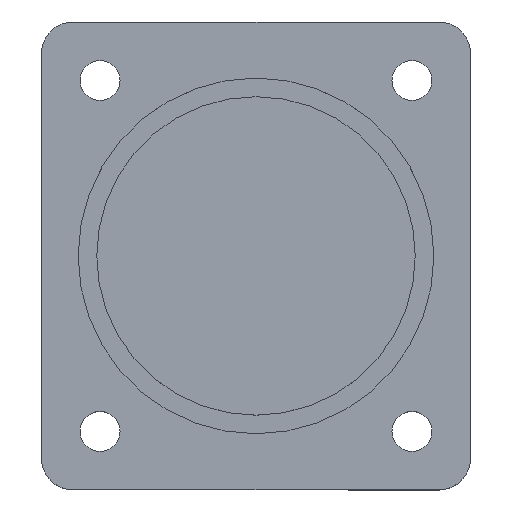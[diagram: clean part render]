
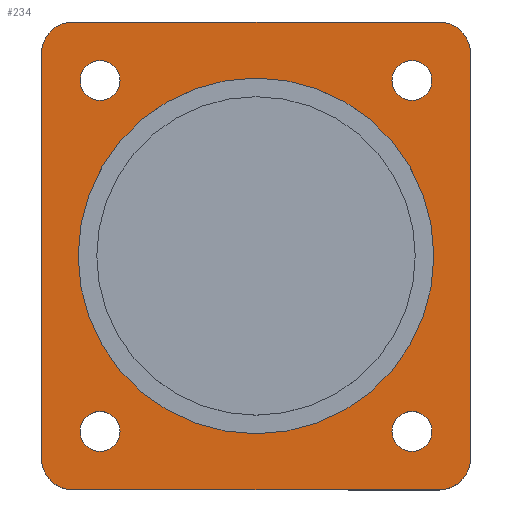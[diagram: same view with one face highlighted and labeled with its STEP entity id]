
A CAD part, top view. The second image highlights one B-rep face of the part: STEP entity #234.
In plain terms, the highlighted planar face has unit normal (0, 0, 1).
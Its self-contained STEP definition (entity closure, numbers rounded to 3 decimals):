
#88=CARTESIAN_POINT('',(18.25,0.,9.5));
#89=VERTEX_POINT('',#88);
#90=CARTESIAN_POINT('',(0.0,0.0,9.5));
#91=DIRECTION('',(0.0,0.0,-1.0));
#92=DIRECTION('',(-1.0,0.0,0.0));
#93=AXIS2_PLACEMENT_3D('',#90,#91,#92);
#94=CIRCLE('',#93,18.25);
#95=EDGE_CURVE('',#89,#89,#94,.T.);
#112=CARTESIAN_POINT('',(10.823,-11.808,9.5));
#113=DIRECTION('',(0.0,0.0,1.0));
#114=DIRECTION('',(1.0,0.0,0.0));
#115=AXIS2_PLACEMENT_3D('',#112,#113,#114);
#116=PLANE('',#115);
#117=CARTESIAN_POINT('',(-18.8,24.,9.5));
#118=VERTEX_POINT('',#117);
#119=CARTESIAN_POINT('',(18.8,24.,9.5));
#120=VERTEX_POINT('',#119);
#121=CARTESIAN_POINT('',(-18.8,24.,9.5));
#122=DIRECTION('',(1.0,0.0,0.0));
#123=VECTOR('',#122,37.6);
#124=LINE('',#121,#123);
#125=EDGE_CURVE('',#118,#120,#124,.T.);
#126=ORIENTED_EDGE('',*,*,#125,.F.);
#127=CARTESIAN_POINT('',(-22.,20.8,9.5));
#128=VERTEX_POINT('',#127);
#129=CARTESIAN_POINT('',(-18.8,20.8,9.5));
#130=DIRECTION('',(0.0,0.0,-1.0));
#131=DIRECTION('',(0.0,1.0,0.0));
#132=AXIS2_PLACEMENT_3D('',#129,#130,#131);
#133=CIRCLE('',#132,3.2);
#134=EDGE_CURVE('',#128,#118,#133,.T.);
#135=ORIENTED_EDGE('',*,*,#134,.F.);
#136=CARTESIAN_POINT('',(-22.,-20.8,9.5));
#137=VERTEX_POINT('',#136);
#138=CARTESIAN_POINT('',(-22.,-20.8,9.5));
#139=DIRECTION('',(0.0,1.0,0.0));
#140=VECTOR('',#139,41.6);
#141=LINE('',#138,#140);
#142=EDGE_CURVE('',#137,#128,#141,.T.);
#143=ORIENTED_EDGE('',*,*,#142,.F.);
#144=CARTESIAN_POINT('',(-18.8,-24.,9.5));
#145=VERTEX_POINT('',#144);
#146=CARTESIAN_POINT('',(-18.8,-20.8,9.5));
#147=DIRECTION('',(0.0,0.0,-1.0));
#148=DIRECTION('',(-1.0,0.0,0.0));
#149=AXIS2_PLACEMENT_3D('',#146,#147,#148);
#150=CIRCLE('',#149,3.2);
#151=EDGE_CURVE('',#145,#137,#150,.T.);
#152=ORIENTED_EDGE('',*,*,#151,.F.);
#153=CARTESIAN_POINT('',(18.8,-24.,9.5));
#154=VERTEX_POINT('',#153);
#155=CARTESIAN_POINT('',(18.8,-24.,9.5));
#156=DIRECTION('',(-1.0,0.0,0.0));
#157=VECTOR('',#156,37.6);
#158=LINE('',#155,#157);
#159=EDGE_CURVE('',#154,#145,#158,.T.);
#160=ORIENTED_EDGE('',*,*,#159,.F.);
#161=CARTESIAN_POINT('',(22.,-20.8,9.5));
#162=VERTEX_POINT('',#161);
#163=CARTESIAN_POINT('',(18.8,-20.8,9.5));
#164=DIRECTION('',(0.0,0.0,-1.0));
#165=DIRECTION('',(0.0,-1.0,0.0));
#166=AXIS2_PLACEMENT_3D('',#163,#164,#165);
#167=CIRCLE('',#166,3.2);
#168=EDGE_CURVE('',#162,#154,#167,.T.);
#169=ORIENTED_EDGE('',*,*,#168,.F.);
#170=CARTESIAN_POINT('',(22.,20.8,9.5));
#171=VERTEX_POINT('',#170);
#172=CARTESIAN_POINT('',(22.,20.8,9.5));
#173=DIRECTION('',(0.0,-1.0,0.0));
#174=VECTOR('',#173,41.6);
#175=LINE('',#172,#174);
#176=EDGE_CURVE('',#171,#162,#175,.T.);
#177=ORIENTED_EDGE('',*,*,#176,.F.);
#178=CARTESIAN_POINT('',(18.8,20.8,9.5));
#179=DIRECTION('',(0.0,0.0,-1.0));
#180=DIRECTION('',(1.0,0.0,0.0));
#181=AXIS2_PLACEMENT_3D('',#178,#179,#180);
#182=CIRCLE('',#181,3.2);
#183=EDGE_CURVE('',#120,#171,#182,.T.);
#184=ORIENTED_EDGE('',*,*,#183,.F.);
#185=EDGE_LOOP('',(#126,#135,#143,#152,#160,#169,#177,#184));
#186=FACE_OUTER_BOUND('',#185,.T.);
#187=CARTESIAN_POINT('',(-18.05,18.0,9.5));
#188=VERTEX_POINT('',#187);
#189=CARTESIAN_POINT('',(-16.,18.0,9.5));
#190=DIRECTION('',(0.0,0.0,-1.0));
#191=DIRECTION('',(1.0,0.0,0.0));
#192=AXIS2_PLACEMENT_3D('',#189,#190,#191);
#193=CIRCLE('',#192,2.05);
#194=EDGE_CURVE('',#188,#188,#193,.T.);
#195=ORIENTED_EDGE('',*,*,#194,.T.);
#196=EDGE_LOOP('',(#195));
#197=FACE_BOUND('',#196,.T.);
#198=CARTESIAN_POINT('',(13.95,18.0,9.5));
#199=VERTEX_POINT('',#198);
#200=CARTESIAN_POINT('',(16.,18.0,9.5));
#201=DIRECTION('',(0.0,0.0,-1.0));
#202=DIRECTION('',(1.0,0.0,0.0));
#203=AXIS2_PLACEMENT_3D('',#200,#201,#202);
#204=CIRCLE('',#203,2.05);
#205=EDGE_CURVE('',#199,#199,#204,.T.);
#206=ORIENTED_EDGE('',*,*,#205,.T.);
#207=EDGE_LOOP('',(#206));
#208=FACE_BOUND('',#207,.T.);
#209=CARTESIAN_POINT('',(13.95,-18.,9.5));
#210=VERTEX_POINT('',#209);
#211=CARTESIAN_POINT('',(16.,-18.,9.5));
#212=DIRECTION('',(0.0,0.0,-1.0));
#213=DIRECTION('',(1.0,0.0,0.0));
#214=AXIS2_PLACEMENT_3D('',#211,#212,#213);
#215=CIRCLE('',#214,2.05);
#216=EDGE_CURVE('',#210,#210,#215,.T.);
#217=ORIENTED_EDGE('',*,*,#216,.T.);
#218=EDGE_LOOP('',(#217));
#219=FACE_BOUND('',#218,.T.);
#220=CARTESIAN_POINT('',(-18.05,-18.,9.5));
#221=VERTEX_POINT('',#220);
#222=CARTESIAN_POINT('',(-16.,-18.,9.5));
#223=DIRECTION('',(0.0,0.0,-1.0));
#224=DIRECTION('',(1.0,0.0,0.0));
#225=AXIS2_PLACEMENT_3D('',#222,#223,#224);
#226=CIRCLE('',#225,2.05);
#227=EDGE_CURVE('',#221,#221,#226,.T.);
#228=ORIENTED_EDGE('',*,*,#227,.T.);
#229=EDGE_LOOP('',(#228));
#230=FACE_BOUND('',#229,.T.);
#231=ORIENTED_EDGE('',*,*,#95,.T.);
#232=EDGE_LOOP('',(#231));
#233=FACE_BOUND('',#232,.T.);
#234=ADVANCED_FACE('',(#186,#197,#208,#219,#230,#233),#116,.T.);
